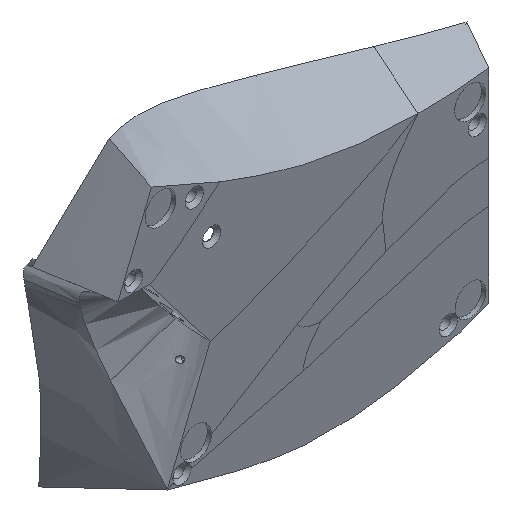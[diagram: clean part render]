
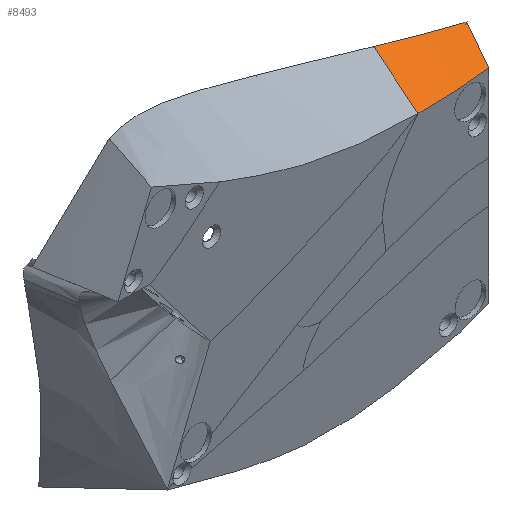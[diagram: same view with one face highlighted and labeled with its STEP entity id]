
A CAD part, isometric view. The second image highlights one B-rep face of the part: STEP entity #8493.
In plain terms, the highlighted free-form (B-spline) face has degree [3, 3] with [7, 7] control points.
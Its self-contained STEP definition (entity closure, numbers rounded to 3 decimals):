
#735=B_SPLINE_CURVE_WITH_KNOTS('',3,(#27510,#27511,#27512,#27513,#27514),
 .UNSPECIFIED.,.F.,.F.,(4,1,4),(-0.349,-0.174,0.),
 .UNSPECIFIED.);
#742=B_SPLINE_CURVE_WITH_KNOTS('',3,(#27800,#27801,#27802,#27803),
 .UNSPECIFIED.,.F.,.F.,(4,4),(-0.223,0.),.UNSPECIFIED.);
#753=B_SPLINE_CURVE_WITH_KNOTS('',3,(#28436,#28437,#28438,#28439,#28440,
#28441,#28442),.UNSPECIFIED.,.F.,.F.,(4,1,1,1,4),(0.,0.111,
0.167,0.195,0.223),.UNSPECIFIED.);
#762=B_SPLINE_CURVE_WITH_KNOTS('',3,(#29010,#29011,#29012,#29013,#29014,
#29015,#29016,#29017,#29018),.UNSPECIFIED.,.F.,.F.,(4,2,2,1,4),(0.,0.044,
0.087,0.174,0.349),.UNSPECIFIED.);
#1136=B_SPLINE_SURFACE_WITH_KNOTS('',3,3,((#28961,#28962,#28963,#28964,
#28965,#28966,#28967),(#28968,#28969,#28970,#28971,#28972,#28973,#28974),
(#28975,#28976,#28977,#28978,#28979,#28980,#28981),(#28982,#28983,#28984,
#28985,#28986,#28987,#28988),(#28989,#28990,#28991,#28992,#28993,#28994,
#28995),(#28996,#28997,#28998,#28999,#29000,#29001,#29002),(#29003,#29004,
#29005,#29006,#29007,#29008,#29009)),.UNSPECIFIED.,.F.,.F.,.F.,(4,1,1,1,
4),(4,1,1,1,4),(0.,0.028,0.056,0.111,
0.223),(0.,0.044,0.087,0.174,
0.349),.UNSPECIFIED.);
#1784=FACE_OUTER_BOUND('',#2324,.T.);
#2324=EDGE_LOOP('',(#7871,#7872,#7873,#7874));
#4087=VERTEX_POINT('',#25945);
#4139=VERTEX_POINT('',#27507);
#4140=VERTEX_POINT('',#27509);
#4144=VERTEX_POINT('',#27799);
#5381=EDGE_CURVE('',#4139,#4140,#735,.T.);
#5390=EDGE_CURVE('',#4144,#4140,#742,.T.);
#5401=EDGE_CURVE('',#4139,#4087,#753,.T.);
#5411=EDGE_CURVE('',#4087,#4144,#762,.T.);
#7871=ORIENTED_EDGE('',*,*,#5401,.T.);
#7872=ORIENTED_EDGE('',*,*,#5411,.T.);
#7873=ORIENTED_EDGE('',*,*,#5390,.T.);
#7874=ORIENTED_EDGE('',*,*,#5381,.F.);
#8493=ADVANCED_FACE('',(#1784),#1136,.F.);
#25945=CARTESIAN_POINT('',(99.133,0.,19.237));
#27507=CARTESIAN_POINT('',(103.061,19.685,28.1));
#27509=CARTESIAN_POINT('',(129.108,12.483,26.266));
#27510=CARTESIAN_POINT('Ctrl Pts',(103.061,19.685,28.1));
#27511=CARTESIAN_POINT('Ctrl Pts',(110.4,17.979,27.183));
#27512=CARTESIAN_POINT('Ctrl Pts',(120.581,15.326,26.266));
#27513=CARTESIAN_POINT('Ctrl Pts',(126.266,13.431,26.266));
#27514=CARTESIAN_POINT('Ctrl Pts',(129.108,12.483,26.266));
#27799=CARTESIAN_POINT('',(124.288,0.,20.712));
#27800=CARTESIAN_POINT('Ctrl Pts',(124.288,0.,20.712));
#27801=CARTESIAN_POINT('Ctrl Pts',(125.895,4.161,22.564));
#27802=CARTESIAN_POINT('Ctrl Pts',(127.502,8.322,24.415));
#27803=CARTESIAN_POINT('Ctrl Pts',(129.108,12.483,26.266));
#28436=CARTESIAN_POINT('Ctrl Pts',(103.061,19.685,28.1));
#28437=CARTESIAN_POINT('Ctrl Pts',(102.406,16.404,26.623));
#28438=CARTESIAN_POINT('Ctrl Pts',(101.424,11.483,24.407));
#28439=CARTESIAN_POINT('Ctrl Pts',(100.279,5.741,21.822));
#28440=CARTESIAN_POINT('Ctrl Pts',(99.624,2.461,20.345));
#28441=CARTESIAN_POINT('Ctrl Pts',(99.297,0.82,19.606));
#28442=CARTESIAN_POINT('Ctrl Pts',(99.133,0.,19.237));
#28961=CARTESIAN_POINT('Ctrl Pts',(99.133,0.,19.237));
#28962=CARTESIAN_POINT('Ctrl Pts',(100.841,0.,19.232));
#28963=CARTESIAN_POINT('Ctrl Pts',(104.009,0.,19.247));
#28964=CARTESIAN_POINT('Ctrl Pts',(109.479,0.,19.364));
#28965=CARTESIAN_POINT('Ctrl Pts',(117.105,0.,19.765));
#28966=CARTESIAN_POINT('Ctrl Pts',(121.415,0.,20.333));
#28967=CARTESIAN_POINT('Ctrl Pts',(124.288,0.,20.712));
#28968=CARTESIAN_POINT('Ctrl Pts',(99.297,0.82,19.606));
#28969=CARTESIAN_POINT('Ctrl Pts',(101.01,0.802,19.592));
#28970=CARTESIAN_POINT('Ctrl Pts',(104.187,0.769,19.589));
#28971=CARTESIAN_POINT('Ctrl Pts',(109.671,0.709,19.676));
#28972=CARTESIAN_POINT('Ctrl Pts',(117.309,0.619,20.036));
#28973=CARTESIAN_POINT('Ctrl Pts',(121.617,0.56,20.581));
#28974=CARTESIAN_POINT('Ctrl Pts',(124.489,0.52,20.944));
#28975=CARTESIAN_POINT('Ctrl Pts',(99.624,2.461,20.345));
#28976=CARTESIAN_POINT('Ctrl Pts',(101.348,2.407,20.312));
#28977=CARTESIAN_POINT('Ctrl Pts',(104.543,2.307,20.274));
#28978=CARTESIAN_POINT('Ctrl Pts',(110.054,2.126,20.302));
#28979=CARTESIAN_POINT('Ctrl Pts',(117.717,1.856,20.578));
#28980=CARTESIAN_POINT('Ctrl Pts',(122.021,1.679,21.075));
#28981=CARTESIAN_POINT('Ctrl Pts',(124.891,1.56,21.407));
#28982=CARTESIAN_POINT('Ctrl Pts',(100.279,5.741,21.822));
#28983=CARTESIAN_POINT('Ctrl Pts',(102.023,5.617,21.751));
#28984=CARTESIAN_POINT('Ctrl Pts',(105.256,5.382,21.645));
#28985=CARTESIAN_POINT('Ctrl Pts',(110.82,4.961,21.552));
#28986=CARTESIAN_POINT('Ctrl Pts',(118.533,4.332,21.661));
#28987=CARTESIAN_POINT('Ctrl Pts',(122.83,3.917,22.064));
#28988=CARTESIAN_POINT('Ctrl Pts',(125.694,3.641,22.332));
#28989=CARTESIAN_POINT('Ctrl Pts',(101.424,11.483,24.407));
#28990=CARTESIAN_POINT('Ctrl Pts',(103.206,11.234,24.271));
#28991=CARTESIAN_POINT('Ctrl Pts',(106.503,10.764,24.043));
#28992=CARTESIAN_POINT('Ctrl Pts',(112.161,9.921,23.741));
#28993=CARTESIAN_POINT('Ctrl Pts',(119.962,8.664,23.557));
#28994=CARTESIAN_POINT('Ctrl Pts',(124.245,7.835,23.794));
#28995=CARTESIAN_POINT('Ctrl Pts',(127.1,7.282,23.952));
#28996=CARTESIAN_POINT('Ctrl Pts',(102.406,16.404,26.623));
#28997=CARTESIAN_POINT('Ctrl Pts',(104.22,16.049,26.431));
#28998=CARTESIAN_POINT('Ctrl Pts',(107.572,15.377,26.099));
#28999=CARTESIAN_POINT('Ctrl Pts',(113.311,14.173,25.617));
#29000=CARTESIAN_POINT('Ctrl Pts',(121.186,12.376,25.183));
#29001=CARTESIAN_POINT('Ctrl Pts',(125.458,11.192,25.277));
#29002=CARTESIAN_POINT('Ctrl Pts',(128.305,10.403,25.34));
#29003=CARTESIAN_POINT('Ctrl Pts',(103.061,19.685,28.1));
#29004=CARTESIAN_POINT('Ctrl Pts',(104.896,19.259,27.871));
#29005=CARTESIAN_POINT('Ctrl Pts',(108.284,18.453,27.47));
#29006=CARTESIAN_POINT('Ctrl Pts',(114.077,17.008,26.868));
#29007=CARTESIAN_POINT('Ctrl Pts',(122.003,14.852,26.266));
#29008=CARTESIAN_POINT('Ctrl Pts',(126.266,13.431,26.266));
#29009=CARTESIAN_POINT('Ctrl Pts',(129.108,12.483,26.266));
#29010=CARTESIAN_POINT('Ctrl Pts',(99.133,0.,19.237));
#29011=CARTESIAN_POINT('Ctrl Pts',(100.841,0.,19.232));
#29012=CARTESIAN_POINT('Ctrl Pts',(102.425,0.,19.239));
#29013=CARTESIAN_POINT('Ctrl Pts',(105.376,0.,19.276));
#29014=CARTESIAN_POINT('Ctrl Pts',(106.744,0.,19.305));
#29015=CARTESIAN_POINT('Ctrl Pts',(110.568,0.,19.421));
#29016=CARTESIAN_POINT('Ctrl Pts',(117.105,0.,19.765));
#29017=CARTESIAN_POINT('Ctrl Pts',(121.415,0.,20.333));
#29018=CARTESIAN_POINT('Ctrl Pts',(124.288,0.,20.712));
